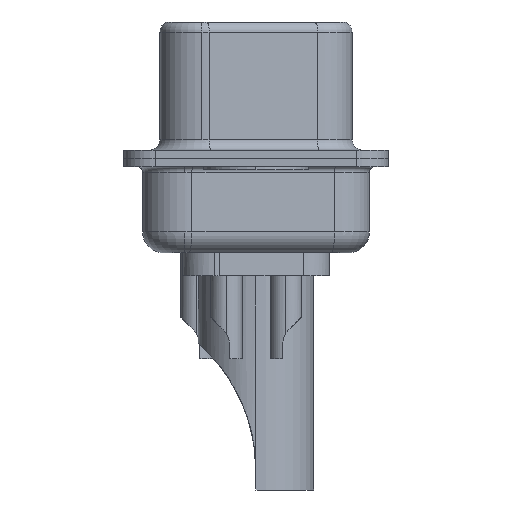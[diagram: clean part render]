
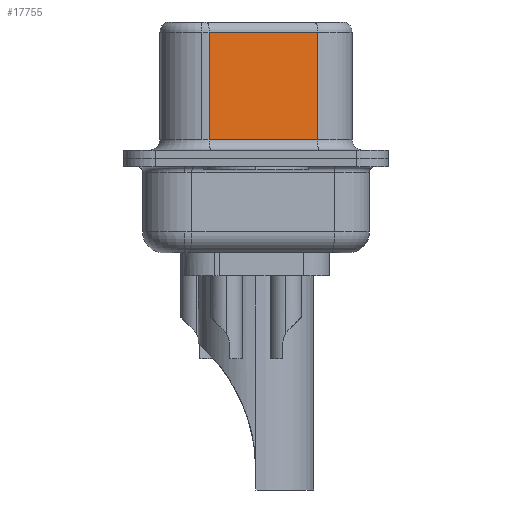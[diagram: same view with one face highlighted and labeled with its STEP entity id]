
A CAD part, left-side view. The second image highlights one B-rep face of the part: STEP entity #17755.
In plain terms, the highlighted planar face has unit normal (-0.985, -0.174, 0).
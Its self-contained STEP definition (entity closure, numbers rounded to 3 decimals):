
#215 = DIRECTION ( 'NONE',  ( -0.174, 0.985, 0. ) ) ;
#1481 = LINE ( 'NONE', #8085, #6575 ) ;
#1495 = PLANE ( 'NONE',  #5862 ) ;
#3502 = FACE_OUTER_BOUND ( 'NONE', #15289, .T. ) ;
#3563 = CARTESIAN_POINT ( 'NONE',  ( 3.675, 2.233, 6.52 ) ) ;
#3856 = DIRECTION ( 'NONE',  ( -0.174, 0.985, 0. ) ) ;
#4308 = CARTESIAN_POINT ( 'NONE',  ( 4.585, -2.927, 0.9 ) ) ;
#4607 = CARTESIAN_POINT ( 'NONE',  ( 4.585, -2.927, 6.52 ) ) ;
#4740 = LINE ( 'NONE', #3563, #10989 ) ;
#4756 = DIRECTION ( 'NONE',  ( 0.174, -0.985, 0. ) ) ;
#5782 = ORIENTED_EDGE ( 'NONE', *, *, #13466, .F. ) ;
#5862 = AXIS2_PLACEMENT_3D ( 'NONE', #4607, #8942, #215 ) ;
#5915 = VERTEX_POINT ( 'NONE', #12647 ) ;
#6575 = VECTOR ( 'NONE', #6993, 1000. ) ;
#6858 = CARTESIAN_POINT ( 'NONE',  ( 3.675, 2.233, 6.02 ) ) ;
#6993 = DIRECTION ( 'NONE',  ( 0., 0., -1. ) ) ;
#8085 = CARTESIAN_POINT ( 'NONE',  ( 4.585, -2.927, 6.52 ) ) ;
#8369 = CARTESIAN_POINT ( 'NONE',  ( 4.585, -2.927, 6.02 ) ) ;
#8942 = DIRECTION ( 'NONE',  ( 0.985, 0.174, 0. ) ) ;
#10959 = VERTEX_POINT ( 'NONE', #6858 ) ;
#10989 = VECTOR ( 'NONE', #17951, 1000. ) ;
#12244 = VECTOR ( 'NONE', #3856, 1000. ) ;
#12513 = EDGE_CURVE ( 'NONE', #10959, #5915, #4740, .T. ) ;
#12647 = CARTESIAN_POINT ( 'NONE',  ( 3.675, 2.233, 0.9 ) ) ;
#12668 = LINE ( 'NONE', #17577, #18594 ) ;
#12718 = VERTEX_POINT ( 'NONE', #4308 ) ;
#13133 = LINE ( 'NONE', #8369, #12244 ) ;
#13466 = EDGE_CURVE ( 'NONE', #15081, #12718, #1481, .T. ) ;
#14352 = CARTESIAN_POINT ( 'NONE',  ( 4.585, -2.927, 6.02 ) ) ;
#15081 = VERTEX_POINT ( 'NONE', #14352 ) ;
#15220 = ORIENTED_EDGE ( 'NONE', *, *, #16639, .T. ) ;
#15289 = EDGE_LOOP ( 'NONE', ( #5782, #15220, #16052, #18642 ) ) ;
#16052 = ORIENTED_EDGE ( 'NONE', *, *, #12513, .T. ) ;
#16639 = EDGE_CURVE ( 'NONE', #15081, #10959, #13133, .T. ) ;
#17577 = CARTESIAN_POINT ( 'NONE',  ( 4.585, -2.927, 0.9 ) ) ;
#17755 = ADVANCED_FACE ( 'NONE', ( #3502 ), #1495, .F. ) ;
#17951 = DIRECTION ( 'NONE',  ( 0., 0., -1. ) ) ;
#18503 = EDGE_CURVE ( 'NONE', #5915, #12718, #12668, .T. ) ;
#18594 = VECTOR ( 'NONE', #4756, 1000. ) ;
#18642 = ORIENTED_EDGE ( 'NONE', *, *, #18503, .T. ) ;
